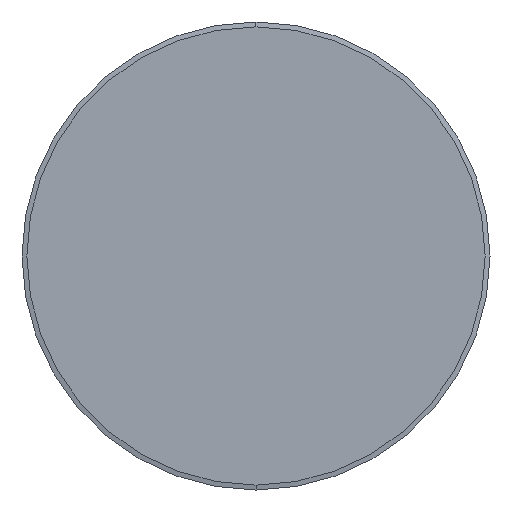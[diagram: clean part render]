
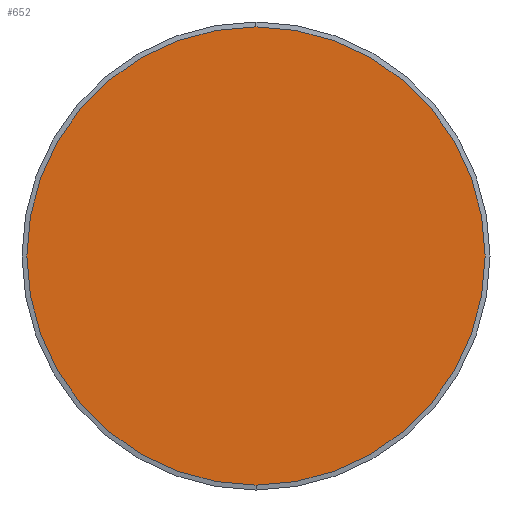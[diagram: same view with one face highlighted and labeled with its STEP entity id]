
A CAD part, left-side view. The second image highlights one B-rep face of the part: STEP entity #652.
In plain terms, the highlighted planar face has unit normal (-1, 0, 0).
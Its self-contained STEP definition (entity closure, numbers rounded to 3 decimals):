
#25 = CARTESIAN_POINT ( 'NONE',  ( 0., 0., -7. ) ) ;
#45 = EDGE_LOOP ( 'NONE', ( #481, #355 ) ) ;
#76 = DIRECTION ( 'NONE',  ( 0., 0., 1. ) ) ;
#118 = VERTEX_POINT ( 'NONE', #176 ) ;
#124 = DIRECTION ( 'NONE',  ( 0., 0., 1. ) ) ;
#164 = DIRECTION ( 'NONE',  ( 0., 0., -1. ) ) ;
#176 = CARTESIAN_POINT ( 'NONE',  ( 0., 0., 7. ) ) ;
#193 = CIRCLE ( 'NONE', #225, 7. ) ;
#216 = EDGE_CURVE ( 'NONE', #285, #118, #193, .T. ) ;
#225 = AXIS2_PLACEMENT_3D ( 'NONE', #667, #550, #76 ) ;
#280 = CIRCLE ( 'NONE', #315, 7. ) ;
#285 = VERTEX_POINT ( 'NONE', #25 ) ;
#315 = AXIS2_PLACEMENT_3D ( 'NONE', #397, #390, #124 ) ;
#355 = ORIENTED_EDGE ( 'NONE', *, *, #462, .T. ) ;
#377 = PLANE ( 'NONE',  #666 ) ;
#381 = FACE_OUTER_BOUND ( 'NONE', #45, .T. ) ;
#390 = DIRECTION ( 'NONE',  ( -1., 0., 0. ) ) ;
#397 = CARTESIAN_POINT ( 'NONE',  ( 0., 0., 0. ) ) ;
#462 = EDGE_CURVE ( 'NONE', #118, #285, #280, .T. ) ;
#481 = ORIENTED_EDGE ( 'NONE', *, *, #216, .T. ) ;
#550 = DIRECTION ( 'NONE',  ( -1., 0., 0. ) ) ;
#581 = DIRECTION ( 'NONE',  ( 1., 0., 0. ) ) ;
#652 = ADVANCED_FACE ( 'NONE', ( #381 ), #377, .F. ) ;
#666 = AXIS2_PLACEMENT_3D ( 'NONE', #687, #581, #164 ) ;
#667 = CARTESIAN_POINT ( 'NONE',  ( 0., 0., 0. ) ) ;
#687 = CARTESIAN_POINT ( 'NONE',  ( 0., 0., 0. ) ) ;
